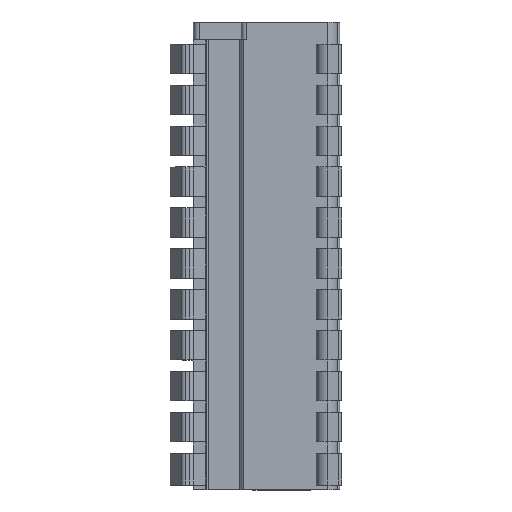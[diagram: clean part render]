
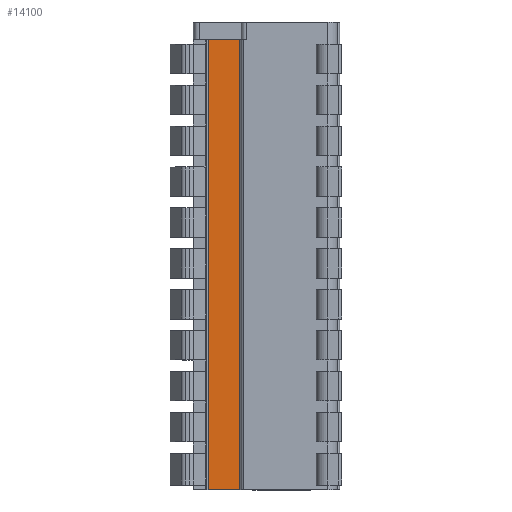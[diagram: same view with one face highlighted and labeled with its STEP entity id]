
A CAD part, top view. The second image highlights one B-rep face of the part: STEP entity #14100.
In plain terms, the highlighted planar face has unit normal (0, 0, 1).
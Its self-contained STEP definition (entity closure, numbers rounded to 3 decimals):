
#36=DIRECTION('',(1.,0.,0.));
#37=VECTOR('',#36,2.7);
#38=CARTESIAN_POINT('',(-4.12,0.,2.73));
#39=LINE('',#38,#37);
#1500=DIRECTION('',(1.,0.,0.));
#1501=VECTOR('',#1500,2.7);
#1502=CARTESIAN_POINT('',(-4.12,-38.5,2.73));
#1503=LINE('',#1502,#1501);
#4791=DIRECTION('',(0.,-1.,0.));
#4792=VECTOR('',#4791,38.5);
#4793=CARTESIAN_POINT('',(-4.12,0.,2.73));
#4794=LINE('',#4793,#4792);
#4795=DIRECTION('',(0.,-1.,0.));
#4796=VECTOR('',#4795,38.5);
#4797=CARTESIAN_POINT('',(-1.42,0.,2.73));
#4798=LINE('',#4797,#4796);
#6321=CARTESIAN_POINT('',(-4.12,0.,2.73));
#6322=VERTEX_POINT('',#6321);
#6323=CARTESIAN_POINT('',(-1.42,0.,2.73));
#6324=VERTEX_POINT('',#6323);
#6359=CARTESIAN_POINT('',(-4.12,-38.5,2.73));
#6360=VERTEX_POINT('',#6359);
#6361=CARTESIAN_POINT('',(-1.42,-38.5,2.73));
#6362=VERTEX_POINT('',#6361);
#14088=CARTESIAN_POINT('',(-4.12,0.,2.73));
#14089=DIRECTION('',(0.,0.,1.));
#14090=DIRECTION('',(1.,0.,0.));
#14091=AXIS2_PLACEMENT_3D('',#14088,#14089,#14090);
#14092=PLANE('',#14091);
#14093=ORIENTED_EDGE('',*,*,#8208,.T.);
#14095=ORIENTED_EDGE('',*,*,#14094,.T.);
#14096=ORIENTED_EDGE('',*,*,#9400,.F.);
#14097=ORIENTED_EDGE('',*,*,#14081,.F.);
#14098=EDGE_LOOP('',(#14093,#14095,#14096,#14097));
#14099=FACE_OUTER_BOUND('',#14098,.F.);
#14100=ADVANCED_FACE('',(#14099),#14092,.T.);
#8208=EDGE_CURVE('',#6322,#6324,#39,.T.);
#9400=EDGE_CURVE('',#6360,#6362,#1503,.T.);
#14081=EDGE_CURVE('',#6322,#6360,#4794,.T.);
#14094=EDGE_CURVE('',#6324,#6362,#4798,.T.);
